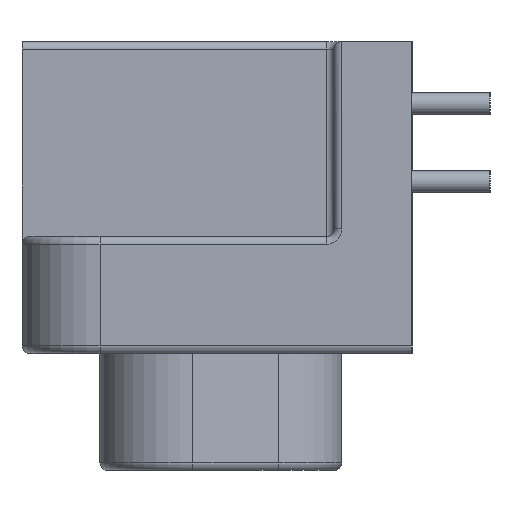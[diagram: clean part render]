
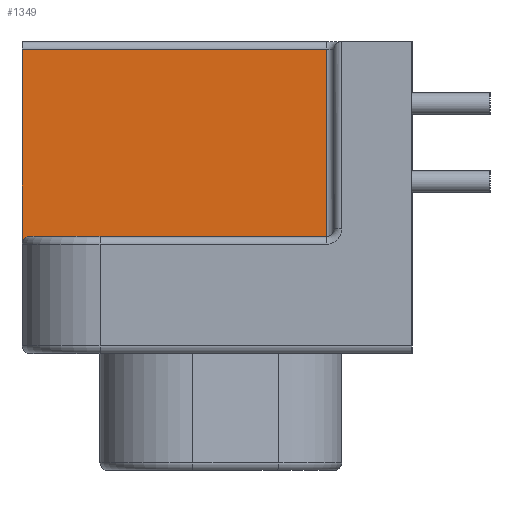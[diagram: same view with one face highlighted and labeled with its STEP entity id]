
A CAD part, left-side view. The second image highlights one B-rep face of the part: STEP entity #1349.
In plain terms, the highlighted planar face has unit normal (-1, 0, 0).
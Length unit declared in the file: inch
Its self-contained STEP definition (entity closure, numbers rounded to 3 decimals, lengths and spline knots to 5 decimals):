
#1349 = ADVANCED_FACE ( 'NONE', ( #5864 ), #5868, .F. ) ;
#1350 = EDGE_LOOP ( 'NONE', ( #1352, #1407, #1409, #1410, #1413 ) ) ;
#1352 = ORIENTED_EDGE ( 'NONE', *, *, #1405, .T. ) ;
#1353 = VERTEX_POINT ( 'NONE', #5859 ) ;
#1405 = EDGE_CURVE ( 'NONE', #1353, #1406, #5952, .T. ) ;
#1406 = VERTEX_POINT ( 'NONE', #6013 ) ;
#1407 = ORIENTED_EDGE ( 'NONE', *, *, #1408, .T. ) ;
#1408 = EDGE_CURVE ( 'NONE', #1406, #1750, #6012, .T. ) ;
#1409 = ORIENTED_EDGE ( 'NONE', *, *, #1748, .F. ) ;
#1410 = ORIENTED_EDGE ( 'NONE', *, *, #1411, .T. ) ;
#1411 = EDGE_CURVE ( 'NONE', #1744, #1412, #6008, .T. ) ;
#1412 = VERTEX_POINT ( 'NONE', #6003 ) ;
#1413 = ORIENTED_EDGE ( 'NONE', *, *, #1414, .F. ) ;
#1414 = EDGE_CURVE ( 'NONE', #1353, #1412, #6002, .T. ) ;
#1744 = VERTEX_POINT ( 'NONE', #6575 ) ;
#1748 = EDGE_CURVE ( 'NONE', #1744, #1750, #6574, .T. ) ;
#1750 = VERTEX_POINT ( 'NONE', #6565 ) ;
#5859 = CARTESIAN_POINT ( 'NONE',  ( -0.1498, 0.11, -0.17 ) ) ;
#5860 = DIRECTION ( 'NONE',  ( 0., 1., 0. ) ) ;
#5861 = DIRECTION ( 'NONE',  ( 1., 0., 0. ) ) ;
#5862 = CARTESIAN_POINT ( 'NONE',  ( -0.1498, 0.5, -0.17 ) ) ;
#5863 = AXIS2_PLACEMENT_3D ( 'NONE', #5862, #5861, #5860 ) ;
#5864 = FACE_OUTER_BOUND ( 'NONE', #1350, .T. ) ;
#5868 = PLANE ( 'NONE',  #5863 ) ;
#5950 = VECTOR ( 'NONE', #6014, 39.37008 ) ;
#5951 = CARTESIAN_POINT ( 'NONE',  ( -0.1498, 0.11, 0.08 ) ) ;
#5952 = LINE ( 'NONE', #5951, #5950 ) ;
#5999 = DIRECTION ( 'NONE',  ( 0., 1., 0. ) ) ;
#6000 = VECTOR ( 'NONE', #5999, 39.37008 ) ;
#6001 = CARTESIAN_POINT ( 'NONE',  ( -0.1498, 0.5, -0.17 ) ) ;
#6002 = LINE ( 'NONE', #6001, #6000 ) ;
#6003 = CARTESIAN_POINT ( 'NONE',  ( -0.1498, 0.49, -0.17 ) ) ;
#6004 = DIRECTION ( 'NONE',  ( 0., 1., 0. ) ) ;
#6005 = DIRECTION ( 'NONE',  ( 1., 0., 0. ) ) ;
#6006 = CARTESIAN_POINT ( 'NONE',  ( -0.1498, 0.49, -0.18 ) ) ;
#6007 = AXIS2_PLACEMENT_3D ( 'NONE', #6006, #6005, #6004 ) ;
#6008 = CIRCLE ( 'NONE', #6007, 0.01 ) ;
#6009 = DIRECTION ( 'NONE',  ( 0., 1., 0. ) ) ;
#6010 = VECTOR ( 'NONE', #6009, 39.37008 ) ;
#6011 = CARTESIAN_POINT ( 'NONE',  ( -0.1498, 0.5, 0.07 ) ) ;
#6012 = LINE ( 'NONE', #6011, #6010 ) ;
#6013 = CARTESIAN_POINT ( 'NONE',  ( -0.1498, 0.11, 0.07 ) ) ;
#6014 = DIRECTION ( 'NONE',  ( 0., 0., 1. ) ) ;
#6565 = CARTESIAN_POINT ( 'NONE',  ( -0.1498, 0.5, 0.07 ) ) ;
#6571 = DIRECTION ( 'NONE',  ( 0., 0., 1. ) ) ;
#6572 = VECTOR ( 'NONE', #6571, 39.37008 ) ;
#6573 = CARTESIAN_POINT ( 'NONE',  ( -0.1498, 0.5, -0.17 ) ) ;
#6574 = LINE ( 'NONE', #6573, #6572 ) ;
#6575 = CARTESIAN_POINT ( 'NONE',  ( -0.1498, 0.5, -0.18 ) ) ;
